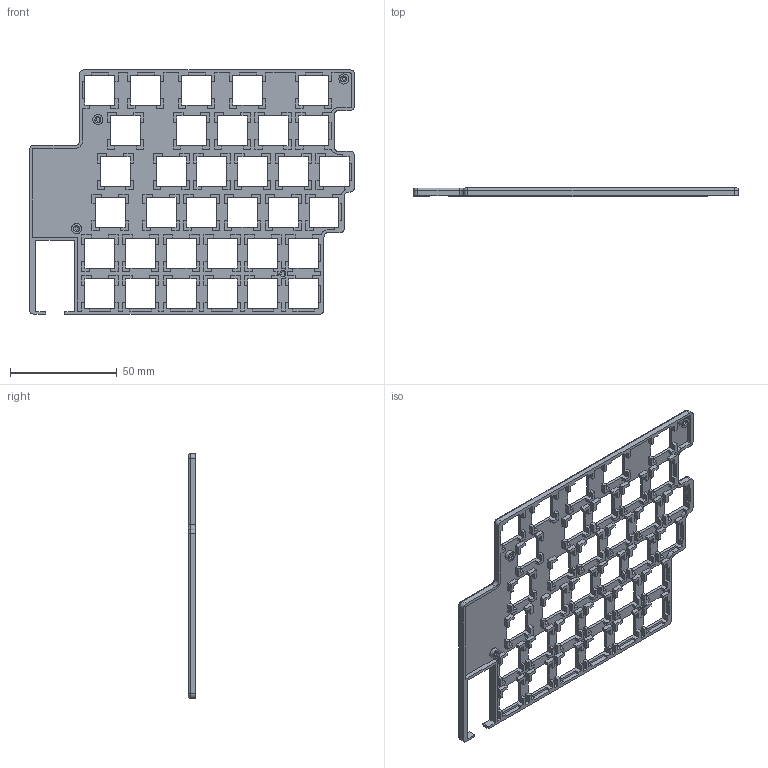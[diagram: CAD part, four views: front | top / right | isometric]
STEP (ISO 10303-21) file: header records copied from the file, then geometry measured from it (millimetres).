
FILE_DESCRIPTION(/* description */ ('Alibre Inc.'),/* implementation_level */ '2;1');
FILE_NAME(/* name */ 'export-2CD816A3-540B-4073-8DA3-C4B153B5EA39',/* time_stamp */ '2025-04-12T11:07:52+09:00',/* author */ (''),/* organization */ (''),/* preprocessor_version */ 'ST-DEVELOPER v17',/* originating_system */ 'Alibre',/* authorisation */ '');
FILE_SCHEMA (('CONFIG_CONTROL_DESIGN'));
Length unit declared in the file: centimetre
Bounding box: 152.01 x 3.55 x 114.3 mm (x, y, z)
Volume: 16977.1 mm3; surface area: 27073.4 mm2
Topology: 1 solids, 1 shells, 900 faces, 2686 edges, 1780 vertices
Faces by surface type: plane 834, cylinder 48, torus 14, cone 4
Full cylindrical faces by diameter (mm): 1.8 x4, 4.7 x3
Entity records: 28565 total; most frequent: ORIENTED_EDGE 5350, CARTESIAN_POINT 5252, DIRECTION 3629, EDGE_CURVE 2675, VECTOR 2514, LINE 2514, VERTEX_POINT 1780, EDGE_LOOP 971
